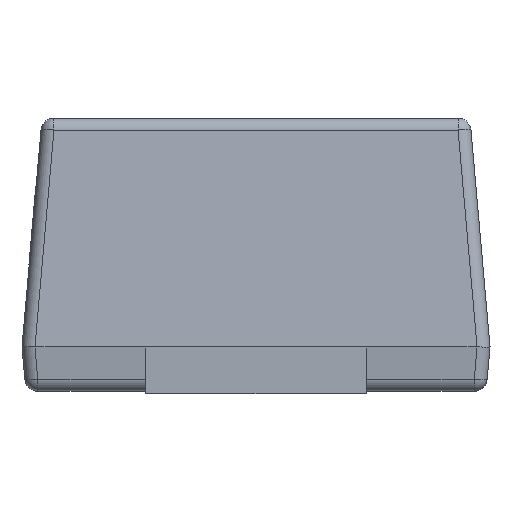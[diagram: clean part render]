
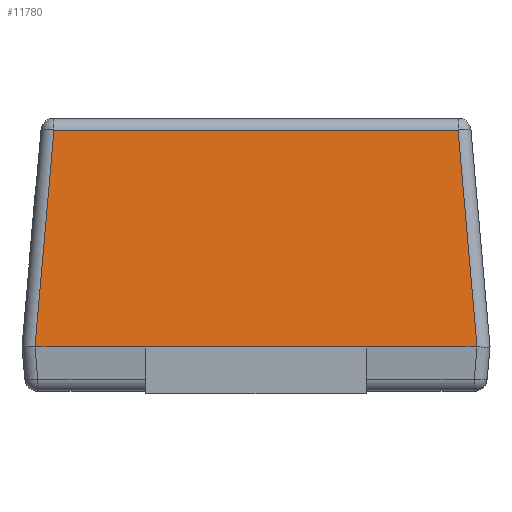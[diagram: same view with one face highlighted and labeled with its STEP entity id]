
A CAD part, left-side view. The second image highlights one B-rep face of the part: STEP entity #11780.
In plain terms, the highlighted planar face has unit normal (-0.996, 0, 0.087).
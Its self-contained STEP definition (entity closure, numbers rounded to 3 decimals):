
#124 = ORIENTED_EDGE ( 'NONE', *, *, #10342, .T. ) ;
#314 = PLANE ( 'NONE',  #9112 ) ;
#903 = DIRECTION ( 'NONE',  ( 0., -1., 0. ) ) ;
#977 = DIRECTION ( 'NONE',  ( 0., -1., 0. ) ) ;
#1008 = DIRECTION ( 'NONE',  ( 0., 1., 0. ) ) ;
#1058 = VECTOR ( 'NONE', #5092, 1000. ) ;
#1172 = VECTOR ( 'NONE', #9069, 1000. ) ;
#1574 = VECTOR ( 'NONE', #977, 1000. ) ;
#1646 = CARTESIAN_POINT ( 'NONE',  ( -1.387, -0.837, 0.151 ) ) ;
#1778 = EDGE_CURVE ( 'NONE', #2306, #3675, #5923, .T. ) ;
#1943 = EDGE_CURVE ( 'NONE', #3675, #2968, #11905, .T. ) ;
#1946 = LINE ( 'NONE', #6007, #1172 ) ;
#2032 = LINE ( 'NONE', #6552, #1058 ) ;
#2306 = VERTEX_POINT ( 'NONE', #3997 ) ;
#2677 = CARTESIAN_POINT ( 'NONE',  ( -1.4, 0.85, 0. ) ) ;
#2968 = VERTEX_POINT ( 'NONE', #6168 ) ;
#3291 = ORIENTED_EDGE ( 'NONE', *, *, #12959, .T. ) ;
#3478 = VERTEX_POINT ( 'NONE', #7388 ) ;
#3675 = VERTEX_POINT ( 'NONE', #5970 ) ;
#3846 = DIRECTION ( 'NONE',  ( -0.996, 0., 0.087 ) ) ;
#3997 = CARTESIAN_POINT ( 'NONE',  ( -1.4, -0.425, 0. ) ) ;
#4113 = LINE ( 'NONE', #8195, #6605 ) ;
#4618 = CARTESIAN_POINT ( 'NONE',  ( -1.4, 0.425, 0. ) ) ;
#4705 = EDGE_CURVE ( 'NONE', #8961, #9748, #4113, .T. ) ;
#5092 = DIRECTION ( 'NONE',  ( -0.087, 0.087, -0.992 ) ) ;
#5317 = ORIENTED_EDGE ( 'NONE', *, *, #1778, .T. ) ;
#5923 = LINE ( 'NONE', #8982, #1574 ) ;
#5970 = CARTESIAN_POINT ( 'NONE',  ( -1.4, -0.85, 0. ) ) ;
#6007 = CARTESIAN_POINT ( 'NONE',  ( -1.4, 0.9, 0. ) ) ;
#6168 = CARTESIAN_POINT ( 'NONE',  ( -1.327, -0.777, 0.834 ) ) ;
#6552 = CARTESIAN_POINT ( 'NONE',  ( -1.4, 0.851, -0.004 ) ) ;
#6605 = VECTOR ( 'NONE', #903, 1000. ) ;
#6787 = DIRECTION ( 'NONE',  ( 0.087, 0.087, 0.992 ) ) ;
#7138 = EDGE_LOOP ( 'NONE', ( #124, #3291, #12332, #9300, #5317, #7375 ) ) ;
#7375 = ORIENTED_EDGE ( 'NONE', *, *, #1943, .T. ) ;
#7388 = CARTESIAN_POINT ( 'NONE',  ( -1.327, 0.777, 0.834 ) ) ;
#7924 = DIRECTION ( 'NONE',  ( 0.087, 0., 0.996 ) ) ;
#8107 = LINE ( 'NONE', #12149, #8268 ) ;
#8195 = CARTESIAN_POINT ( 'NONE',  ( -1.4, 0.9, 0. ) ) ;
#8268 = VECTOR ( 'NONE', #1008, 1000. ) ;
#8795 = CARTESIAN_POINT ( 'NONE',  ( -1.4, 0.9, 0. ) ) ;
#8961 = VERTEX_POINT ( 'NONE', #2677 ) ;
#8982 = CARTESIAN_POINT ( 'NONE',  ( -1.4, 0.9, 0. ) ) ;
#9069 = DIRECTION ( 'NONE',  ( 0., -1., 0. ) ) ;
#9112 = AXIS2_PLACEMENT_3D ( 'NONE', #8795, #3846, #7924 ) ;
#9300 = ORIENTED_EDGE ( 'NONE', *, *, #9440, .T. ) ;
#9440 = EDGE_CURVE ( 'NONE', #9748, #2306, #1946, .T. ) ;
#9748 = VERTEX_POINT ( 'NONE', #4618 ) ;
#10342 = EDGE_CURVE ( 'NONE', #2968, #3478, #8107, .T. ) ;
#11386 = FACE_OUTER_BOUND ( 'NONE', #7138, .T. ) ;
#11583 = VECTOR ( 'NONE', #6787, 1000. ) ;
#11780 = ADVANCED_FACE ( 'NONE', ( #11386 ), #314, .T. ) ;
#11905 = LINE ( 'NONE', #1646, #11583 ) ;
#12149 = CARTESIAN_POINT ( 'NONE',  ( -1.327, 0.823, 0.834 ) ) ;
#12332 = ORIENTED_EDGE ( 'NONE', *, *, #4705, .T. ) ;
#12959 = EDGE_CURVE ( 'NONE', #3478, #8961, #2032, .T. ) ;
